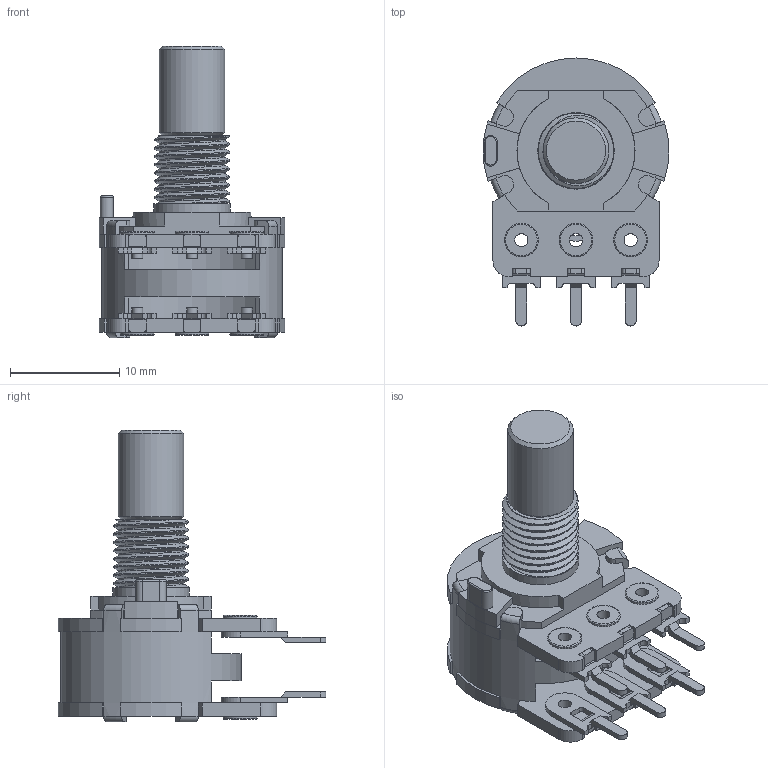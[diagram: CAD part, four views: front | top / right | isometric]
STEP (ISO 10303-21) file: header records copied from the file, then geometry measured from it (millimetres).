
FILE_DESCRIPTION(/* description */ (''),/* implementation_level */ '2;1');
FILE_NAME(/* name */ 'Potentiometer.ipt.stp',/* time_stamp */ '2021-06-20T10:02:25-05:00',/* author */ (''),/* organization */ (''),/* preprocessor_version */ 'ST-DEVELOPER v18.1',/* originating_system */ 'Autodesk Inventor 2021',/* authorisation */ '');
FILE_SCHEMA (('AUTOMOTIVE_DESIGN { 1 0 10303 214 3 1 1 }'));
Length unit declared in the file: millimetre
Products named in the file (1): Potentiometer
Bounding box: 17 x 24.5 x 26.68 mm (x, y, z)
Volume: 1653.9 mm3; surface area: 3369.3 mm2
Topology: 10 solids, 10 shells, 438 faces, 1198 edges, 794 vertices
Faces by surface type: plane 274, cylinder 144, torus 16, cone 2, bspline 2
Full cylindrical faces by diameter (mm): 1.2 x6, 2 x12, 3.1 x6, 6 x1, 6.048 x7, 7 x1, 15.5 x1, 16.5 x1
Entity records: 20028 total; most frequent: CARTESIAN_POINT 8522, ORIENTED_EDGE 2396, DIRECTION 2382, EDGE_CURVE 1198, AXIS2_PLACEMENT_3D 799, VERTEX_POINT 794, LINE 784, VECTOR 784
